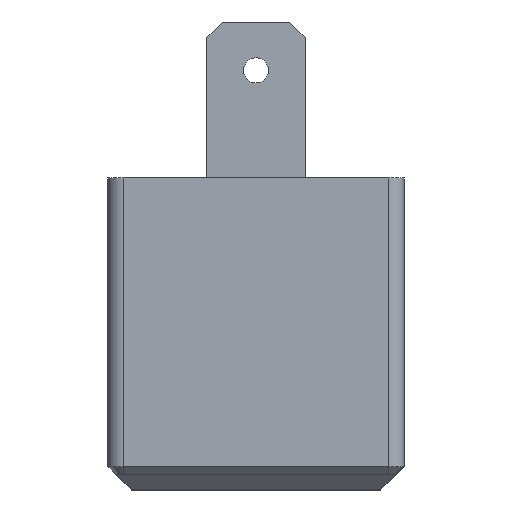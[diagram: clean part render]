
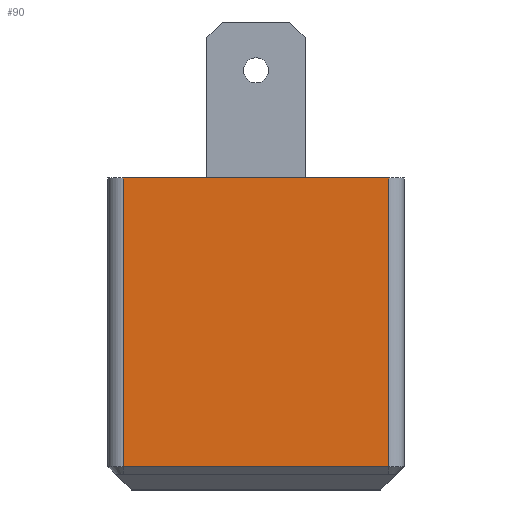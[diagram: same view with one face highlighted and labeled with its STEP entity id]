
A CAD part, left-side view. The second image highlights one B-rep face of the part: STEP entity #90.
In plain terms, the highlighted planar face has unit normal (-1, 0, 0).
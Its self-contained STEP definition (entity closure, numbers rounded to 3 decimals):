
#46=FACE_OUTER_BOUND('',#197,.T.);
#90=ADVANCED_FACE('',(#46),#140,.F.);
#140=PLANE('',#920);
#197=EDGE_LOOP('',(#292,#293,#294,#295));
#292=ORIENTED_EDGE('',*,*,#608,.T.);
#293=ORIENTED_EDGE('',*,*,#609,.T.);
#294=ORIENTED_EDGE('',*,*,#610,.T.);
#295=ORIENTED_EDGE('',*,*,#584,.F.);
#508=VERTEX_POINT('',#1220);
#509=VERTEX_POINT('',#1222);
#532=VERTEX_POINT('',#1272);
#533=VERTEX_POINT('',#1274);
#584=EDGE_CURVE('',#508,#509,#703,.T.);
#608=EDGE_CURVE('',#508,#532,#722,.T.);
#609=EDGE_CURVE('',#532,#533,#723,.T.);
#610=EDGE_CURVE('',#533,#509,#724,.T.);
#703=LINE('',#1221,#807);
#722=LINE('',#1271,#826);
#723=LINE('',#1273,#827);
#724=LINE('',#1275,#828);
#807=VECTOR('',#982,1.);
#826=VECTOR('',#1017,1.);
#827=VECTOR('',#1018,1.);
#828=VECTOR('',#1019,1.);
#920=AXIS2_PLACEMENT_3D('',#1276,#1020,#1021);
#982=DIRECTION('',(0.,-1.,0.));
#1017=DIRECTION('',(0.,0.,-1.));
#1018=DIRECTION('',(0.,-1.,0.));
#1019=DIRECTION('',(0.,0.,1.));
#1020=DIRECTION('',(1.,0.,0.));
#1021=DIRECTION('',(0.,1.,0.));
#1220=CARTESIAN_POINT('',(0.,18.,19.));
#1221=CARTESIAN_POINT('',(0.,19.,19.));
#1222=CARTESIAN_POINT('',(0.,1.,19.));
#1271=CARTESIAN_POINT('',(0.,18.,19.));
#1272=CARTESIAN_POINT('',(0.,18.,0.5));
#1273=CARTESIAN_POINT('',(0.,19.,0.5));
#1274=CARTESIAN_POINT('',(0.,1.,0.5));
#1275=CARTESIAN_POINT('',(0.,1.,19.));
#1276=CARTESIAN_POINT('',(0.,19.,19.));
